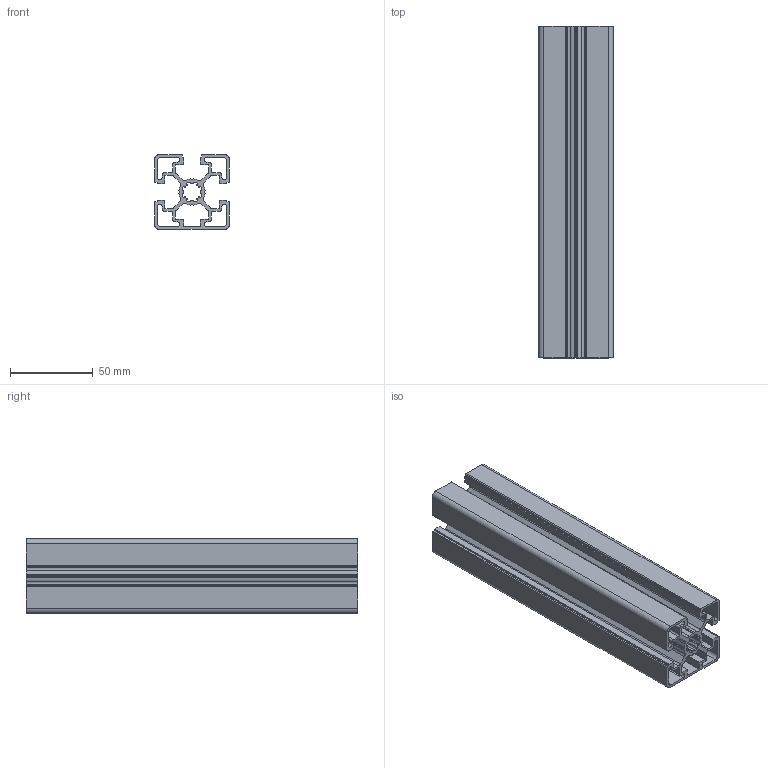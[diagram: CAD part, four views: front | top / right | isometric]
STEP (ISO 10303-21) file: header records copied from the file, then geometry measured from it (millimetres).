
FILE_DESCRIPTION(/* description */ ('Aluminiumprofil 45x45L 3N'),/* implementation_level */ '2;1');
FILE_NAME(/* name */ 'Syskomp 411992404 Aluminiumprofil 45x45L 3N.stp',/* time_stamp */ '2017-02-22T08:27:16+01:00',/* author */ ('wheldmann'),/* organization */ (''),/* preprocessor_version */ 'ST-DEVELOPER v16.1',/* originating_system */ 'Autodesk Inventor 2016',/* authorisation */ ' ');
FILE_SCHEMA (('AUTOMOTIVE_DESIGN { 1 0 10303 214 3 1 1 }'));
Length unit declared in the file: millimetre
Products named in the file (1): 411992404 Aluminiumprofil 45x45L 3N - 200
Bounding box: 45 x 200 x 45 mm (x, y, z)
Volume: 116566.3 mm3; surface area: 124942 mm2
Topology: 1 solids, 1 shells, 244 faces, 726 edges, 484 vertices
Faces by surface type: cylinder 142, plane 102
Entity records: 8342 total; most frequent: DIRECTION 1500, CARTESIAN_POINT 1455, ORIENTED_EDGE 1452, EDGE_CURVE 726, AXIS2_PLACEMENT_3D 529, VERTEX_POINT 484, LINE 442, VECTOR 442
